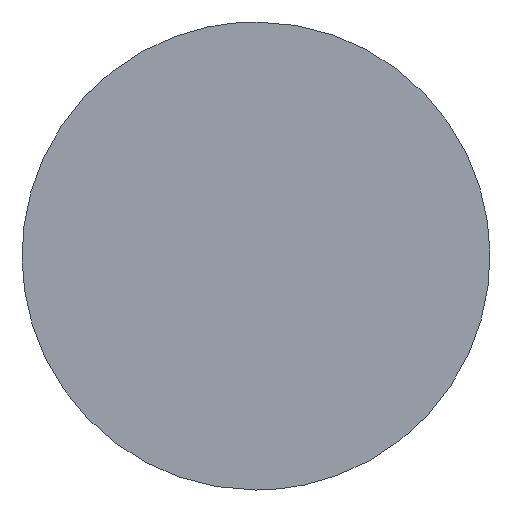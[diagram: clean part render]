
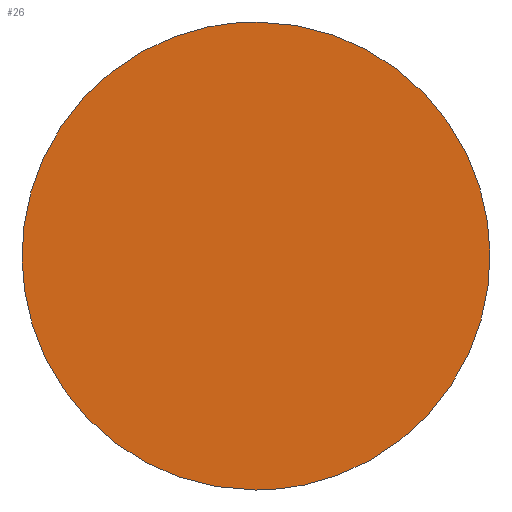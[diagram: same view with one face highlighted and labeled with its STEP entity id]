
A CAD part, left-side view. The second image highlights one B-rep face of the part: STEP entity #26.
In plain terms, the highlighted free-form (B-spline) face has degree [1, 1] with [2, 2] control points.
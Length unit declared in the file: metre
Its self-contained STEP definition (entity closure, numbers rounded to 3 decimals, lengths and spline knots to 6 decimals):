
#26=ADVANCED_FACE('',(#30),#67,.T.);
#30=FACE_OUTER_BOUND('',#34,.T.);
#34=EDGE_LOOP('',(#42,#43));
#42=ORIENTED_EDGE('',*,*,#52,.F.);
#43=ORIENTED_EDGE('',*,*,#48,.F.);
#48=EDGE_CURVE('',#61,#62,#54,.T.);
#52=EDGE_CURVE('',#62,#61,#58,.T.);
#54=(
BOUNDED_CURVE()
B_SPLINE_CURVE(2,(#126,#127,#128,#129,#130),.UNSPECIFIED.,.F.,.F.)
B_SPLINE_CURVE_WITH_KNOTS((3,2,3),(-1507.964474,-1130.973355,-753.982237),
 .UNSPECIFIED.)
CURVE()
GEOMETRIC_REPRESENTATION_ITEM()
RATIONAL_B_SPLINE_CURVE((1.,0.707,1.,0.707,1.))
REPRESENTATION_ITEM('')
);
#58=(
BOUNDED_CURVE()
B_SPLINE_CURVE(2,(#140,#141,#142,#143,#144),.UNSPECIFIED.,.F.,.F.)
B_SPLINE_CURVE_WITH_KNOTS((3,2,3),(-753.982237,-376.991118,0.),
 .UNSPECIFIED.)
CURVE()
GEOMETRIC_REPRESENTATION_ITEM()
RATIONAL_B_SPLINE_CURVE((1.,0.707,1.,0.707,1.))
REPRESENTATION_ITEM('')
);
#61=VERTEX_POINT('',#123);
#62=VERTEX_POINT('',#124);
#67=B_SPLINE_SURFACE_WITH_KNOTS('',1,1,((#108,#109),(#110,#111)),
 .UNSPECIFIED.,.F.,.F.,.F.,(2,2),(2,2),(-300.,300.),(-300.,300.),
 .UNSPECIFIED.);
#108=CARTESIAN_POINT('',(4.325,0.3,3.775));
#109=CARTESIAN_POINT('',(4.325,-0.3,3.775));
#110=CARTESIAN_POINT('',(4.325,0.3,3.175));
#111=CARTESIAN_POINT('',(4.325,-0.3,3.175));
#123=CARTESIAN_POINT('',(4.325,0.,3.235));
#124=CARTESIAN_POINT('',(4.325,0.,3.715));
#126=CARTESIAN_POINT('',(4.325,0.,3.235));
#127=CARTESIAN_POINT('',(4.325,0.24,3.235));
#128=CARTESIAN_POINT('',(4.325,0.24,3.475));
#129=CARTESIAN_POINT('',(4.325,0.24,3.715));
#130=CARTESIAN_POINT('',(4.325,0.,3.715));
#140=CARTESIAN_POINT('',(4.325,0.,3.715));
#141=CARTESIAN_POINT('',(4.325,-0.24,3.715));
#142=CARTESIAN_POINT('',(4.325,-0.24,3.475));
#143=CARTESIAN_POINT('',(4.325,-0.24,3.235));
#144=CARTESIAN_POINT('',(4.325,0.,3.235));
